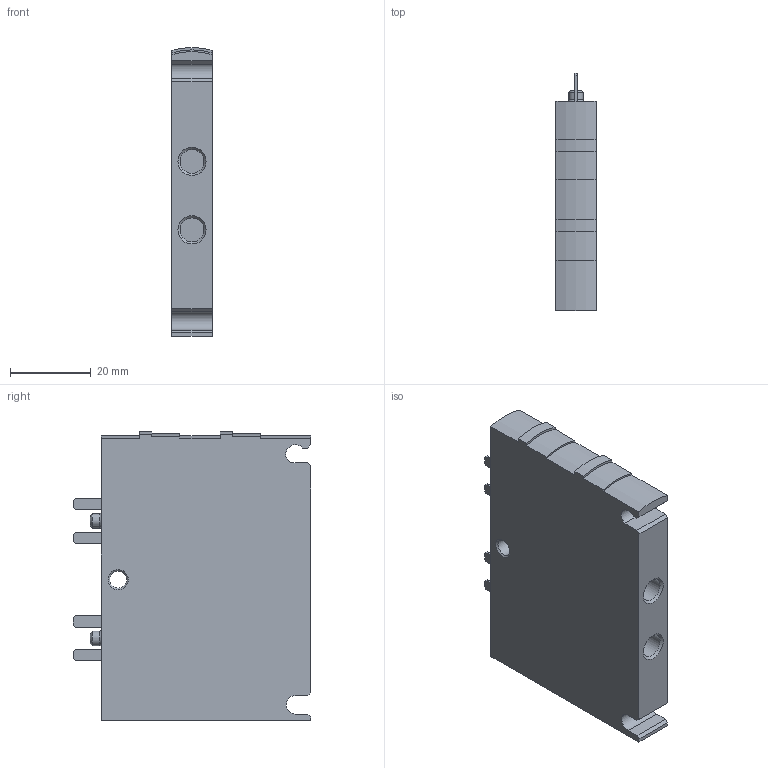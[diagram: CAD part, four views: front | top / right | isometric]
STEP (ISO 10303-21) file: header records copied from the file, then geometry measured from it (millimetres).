
FILE_DESCRIPTION(/* description */ ('STEP AP214'),/* implementation_level */ '2;1');
FILE_NAME(/* name */ '176064_CPV10-M1H-3OLS-3GLS-M7',/* time_stamp */ '2024-08-06T22:45:05+02:00',/* author */ ('License CC BY-ND 4.0'),/* organization */ ('CADENAS'),/* preprocessor_version */ 'ST-DEVELOPER v19.3',/* originating_system */ 'PARTsolutions',/* authorisation */ ' ');
FILE_SCHEMA (('CONFIG_CONTROL_DESIGN','MODEL_BASED_INTEGRATED_MANUFACTURING_SCHEMA','PROCESS_PLANNING_SCHEMA','AP242_MANAGED_MODEL_BASED_3D_ENGINEERING_MIM_LF { 1 0 10303 442 3 1 4 }','AUTOMOTIVE_DESIGN {1 0 10303 214 3 1 1}'));
Length unit declared in the file: millimetre
Products named in the file (1): 176064 CPV10-M1H-3OLS-3GLS-M7
Bounding box: 10 x 59 x 71.8 mm (x, y, z)
Volume: 35849.6 mm3; surface area: 10505 mm2
Topology: 1 solids, 1 shells, 79 faces, 193 edges, 126 vertices
Faces by surface type: plane 55, cylinder 16, cone 6, torus 2
Full cylindrical faces by diameter (mm): 1.5 x2, 3.6 x2, 4.2 x1, 5.917 x2
Entity records: 2810 total; most frequent: CARTESIAN_POINT 384, DIRECTION 378, ORIENTED_EDGE 356, EDGE_CURVE 178, LINE 138, VECTOR 138, VERTEX_POINT 126, AXIS2_PLACEMENT_3D 120
